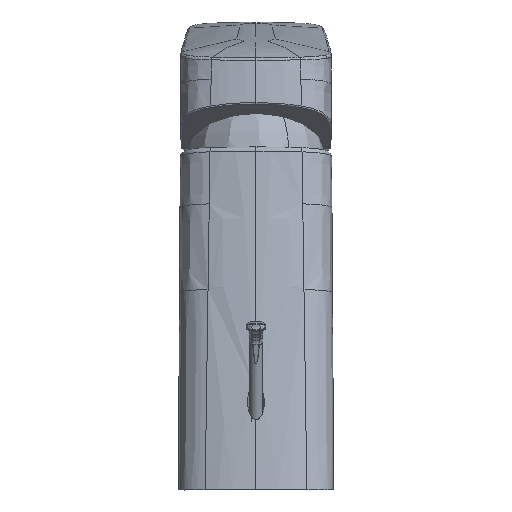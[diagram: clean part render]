
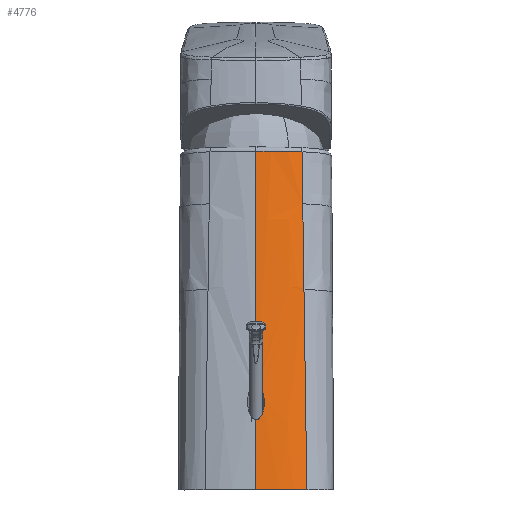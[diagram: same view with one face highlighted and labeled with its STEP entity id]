
A CAD part, left-side view. The second image highlights one B-rep face of the part: STEP entity #4776.
In plain terms, the highlighted free-form (B-spline) face has degree [5, 5] with [6, 6] control points.
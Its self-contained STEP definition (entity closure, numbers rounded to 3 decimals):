
#1561=CARTESIAN_POINT(' ',(-24.049,0.,0.));
#1566=CARTESIAN_POINT(' ',(-24.049,-2.184,0.));
#1571=CARTESIAN_POINT(' ',(-23.97,-4.421,0.));
#1576=CARTESIAN_POINT(' ',(-23.501,-9.262,0.));
#1581=CARTESIAN_POINT(' ',(-23.049,-11.846,0.));
#1586=CARTESIAN_POINT(' ',(-22.248,-14.528,0.));
#1591=CARTESIAN_POINT(' ',(-22.169,-14.78,0.));
#1596=CARTESIAN_POINT(' ',(-22.087,-15.031,0.));
#1601=B_SPLINE_CURVE_WITH_KNOTS('',3,(#1561,#1566,#1571,#1576,#1581,#1586,#1591,#1596),.UNSPECIFIED.,.F.,.U.,(4,2,2,4),(0.,0.43,0.946,1.),.UNSPECIFIED.);
#1606=CARTESIAN_POINT(' ',(-24.049,0.,0.));
#1607=VERTEX_POINT(' ',#1606);
#1611=CARTESIAN_POINT(' ',(-22.087,-15.031,0.));
#1612=VERTEX_POINT(' ',#1611);
#1616=EDGE_CURVE(' ',#1607,#1612,#1601,.T.);
#4166=CARTESIAN_POINT(' ',(-13.382,-14.182,59.239));
#4167=VERTEX_POINT(' ',#4166);
#4181=CARTESIAN_POINT(' ',(-13.382,-14.182,59.239));
#4186=DIRECTION(' ',(-0.145,-0.014,-0.989));
#4191=VECTOR(' ',#4186,1.);
#4196=LINE('',#4181,#4191);
#4201=EDGE_CURVE(' ',#4167,#1612,#4196,.T.);
#4226=CARTESIAN_POINT(' ',(-24.075,0.,-0.175));
#4231=CARTESIAN_POINT(' ',(-21.08,0.,19.898));
#4236=CARTESIAN_POINT(' ',(-18.085,0.,39.97));
#4241=CARTESIAN_POINT(' ',(-15.089,0.,60.043));
#4246=CARTESIAN_POINT(' ',(-12.094,0.,80.115));
#4251=CARTESIAN_POINT(' ',(-9.098,0.,100.188));
#4256=CARTESIAN_POINT(' ',(-24.076,-3.288,-0.175));
#4261=CARTESIAN_POINT(' ',(-21.08,-3.324,19.898));
#4266=CARTESIAN_POINT(' ',(-18.085,-3.359,39.97));
#4271=CARTESIAN_POINT(' ',(-15.09,-3.395,60.043));
#4276=CARTESIAN_POINT(' ',(-12.095,-3.431,80.116));
#4281=CARTESIAN_POINT(' ',(-9.1,-3.466,100.188));
#4286=CARTESIAN_POINT(' ',(-23.923,-6.456,-0.16));
#4291=CARTESIAN_POINT(' ',(-20.917,-6.525,19.911));
#4296=CARTESIAN_POINT(' ',(-17.91,-6.593,39.977));
#4301=CARTESIAN_POINT(' ',(-14.902,-6.662,60.04));
#4306=CARTESIAN_POINT(' ',(-11.895,-6.731,80.102));
#4311=CARTESIAN_POINT(' ',(-8.887,-6.8,100.164));
#4316=CARTESIAN_POINT(' ',(-23.576,-9.471,-0.128));
#4321=CARTESIAN_POINT(' ',(-20.55,-9.562,19.932));
#4326=CARTESIAN_POINT(' ',(-17.524,-9.653,39.984));
#4331=CARTESIAN_POINT(' ',(-14.496,-9.744,60.028));
#4336=CARTESIAN_POINT(' ',(-11.469,-9.835,80.07));
#4341=CARTESIAN_POINT(' ',(-8.441,-9.926,100.112));
#4346=CARTESIAN_POINT(' ',(-22.983,-12.325,-0.076));
#4351=CARTESIAN_POINT(' ',(-19.938,-12.419,19.962));
#4356=CARTESIAN_POINT(' ',(-16.892,-12.514,39.988));
#4361=CARTESIAN_POINT(' ',(-13.844,-12.608,60.004));
#4366=CARTESIAN_POINT(' ',(-10.796,-12.702,80.016));
#4371=CARTESIAN_POINT(' ',(-7.748,-12.797,100.028));
#4376=CARTESIAN_POINT(' ',(-22.087,-15.031,0.));
#4381=CARTESIAN_POINT(' ',(-19.032,-15.104,20.001));
#4386=CARTESIAN_POINT(' ',(-15.976,-15.177,39.988));
#4391=CARTESIAN_POINT(' ',(-12.918,-15.25,59.966));
#4396=CARTESIAN_POINT(' ',(-9.86,-15.323,79.939));
#4401=CARTESIAN_POINT(' ',(-6.802,-15.396,99.912));
#4406=B_SPLINE_SURFACE_WITH_KNOTS(' ',5,5,((#4226,#4231,#4236,#4241,#4246,#4251),(#4256,#4261,#4266,#4271,#4276,#4281),(#4286,#4291,#4296,#4301,#4306,#4311),(#4316,#4321,#4326,#4331,#4336,#4341),(#4346,#4351,#4356,#4361,#4366,#4371),(#4376,#4381,#4386,#4391,#4396,#4401)),.UNSPECIFIED.,.F.,.F.,.U.,(6,6),(6,6),(0.,1.),(0.,0.987),.UNSPECIFIED.);
#4411=CARTESIAN_POINT(' ',(-19.394,0.,31.196));
#4416=CARTESIAN_POINT(' ',(-19.394,-0.454,31.196));
#4421=CARTESIAN_POINT(' ',(-19.429,-0.863,30.935));
#4426=CARTESIAN_POINT(' ',(-19.482,-1.199,30.544));
#4431=B_SPLINE_CURVE_WITH_KNOTS('',3,(#4411,#4416,#4421,#4426),.UNSPECIFIED.,.F.,.U.,(4,4),(0.,1.),.UNSPECIFIED.);
#4436=CARTESIAN_POINT(' ',(-19.394,0.,31.196));
#4437=VERTEX_POINT(' ',#4436);
#4441=CARTESIAN_POINT(' ',(-19.482,-1.199,30.544));
#4442=VERTEX_POINT(' ',#4441);
#4446=EDGE_CURVE(' ',#4437,#4442,#4431,.T.);
#4451=ORIENTED_EDGE(' ',*,*,#4446,.T.);
#4456=CARTESIAN_POINT(' ',(-20.941,0.,20.828));
#4461=CARTESIAN_POINT(' ',(-20.941,-0.528,20.828));
#4466=CARTESIAN_POINT(' ',(-20.888,-0.968,21.153));
#4471=CARTESIAN_POINT(' ',(-20.764,-1.587,21.919));
#4476=CARTESIAN_POINT(' ',(-20.699,-1.792,22.322));
#4481=CARTESIAN_POINT(' ',(-20.542,-2.181,23.31));
#4486=CARTESIAN_POINT(' ',(-20.438,-2.333,23.973));
#4491=CARTESIAN_POINT(' ',(-20.234,-2.507,25.302));
#4496=CARTESIAN_POINT(' ',(-20.125,-2.523,26.028));
#4501=CARTESIAN_POINT(' ',(-19.932,-2.425,27.343));
#4506=CARTESIAN_POINT(' ',(-19.833,-2.317,28.029));
#4511=CARTESIAN_POINT(' ',(-19.681,-2.003,29.107));
#4516=CARTESIAN_POINT(' ',(-19.625,-1.85,29.507));
#4521=CARTESIAN_POINT(' ',(-19.539,-1.512,30.127));
#4526=CARTESIAN_POINT(' ',(-19.509,-1.365,30.351));
#4531=CARTESIAN_POINT(' ',(-19.482,-1.199,30.544));
#4536=B_SPLINE_CURVE_WITH_KNOTS('',3,(#4456,#4461,#4466,#4471,#4476,#4481,#4486,#4491,#4496,#4501,#4506,#4511,#4516,#4521,#4526,#4531),.UNSPECIFIED.,.F.,.U.,(4,2,2,2,2,2,2,4),(0.,0.144,0.264,0.437,0.636,0.809,0.929,1.),.UNSPECIFIED.);
#4541=CARTESIAN_POINT(' ',(-20.941,0.,20.828));
#4542=VERTEX_POINT(' ',#4541);
#4546=EDGE_CURVE(' ',#4542,#4442,#4536,.T.);
#4551=ORIENTED_EDGE(' ',*,*,#4546,.F.);
#4556=CARTESIAN_POINT(' ',(-20.941,0.,20.828));
#4561=DIRECTION(' ',(-0.148,0.,-0.989));
#4566=VECTOR(' ',#4561,1.);
#4571=LINE('',#4556,#4566);
#4576=EDGE_CURVE(' ',#4542,#1607,#4571,.T.);
#4581=ORIENTED_EDGE(' ',*,*,#4576,.T.);
#4586=ORIENTED_EDGE(' ',*,*,#1616,.T.);
#4591=ORIENTED_EDGE(' ',*,*,#4201,.F.);
#4596=CARTESIAN_POINT(' ',(-9.656,-13.819,84.587));
#4601=DIRECTION(' ',(-0.145,-0.014,-0.989));
#4606=VECTOR(' ',#4601,1.);
#4611=LINE('',#4596,#4606);
#4616=CARTESIAN_POINT(' ',(-9.656,-13.819,84.587));
#4617=VERTEX_POINT(' ',#4616);
#4621=EDGE_CURVE(' ',#4617,#4167,#4611,.T.);
#4626=ORIENTED_EDGE(' ',*,*,#4621,.F.);
#4631=CARTESIAN_POINT(' ',(-9.656,-13.819,84.587));
#4636=DIRECTION(' ',(0.145,0.014,0.989));
#4641=VECTOR(' ',#4636,1.);
#4646=LINE('',#4631,#4641);
#4651=CARTESIAN_POINT(' ',(-7.394,-13.599,99.974));
#4652=VERTEX_POINT(' ',#4651);
#4656=EDGE_CURVE(' ',#4617,#4652,#4646,.T.);
#4661=ORIENTED_EDGE(' ',*,*,#4656,.T.);
#4666=CARTESIAN_POINT(' ',(-7.394,-13.599,99.974));
#4671=CARTESIAN_POINT(' ',(-7.712,-12.521,100.016));
#4676=CARTESIAN_POINT(' ',(-8.028,-11.231,100.056));
#4681=CARTESIAN_POINT(' ',(-8.542,-8.429,100.119));
#4686=CARTESIAN_POINT(' ',(-8.741,-6.917,100.141));
#4691=CARTESIAN_POINT(' ',(-9.027,-3.678,100.173));
#4696=CARTESIAN_POINT(' ',(-9.086,-2.085,100.179));
#4701=CARTESIAN_POINT(' ',(-9.099,-0.378,100.18));
#4706=CARTESIAN_POINT(' ',(-9.1,-0.189,100.18));
#4711=CARTESIAN_POINT(' ',(-9.1,0.,100.18));
#4716=B_SPLINE_CURVE_WITH_KNOTS('',3,(#4666,#4671,#4676,#4681,#4686,#4691,#4696,#4701,#4706,#4711),.UNSPECIFIED.,.F.,.U.,(4,2,2,2,4),(0.,0.299,0.597,0.956,1.),.UNSPECIFIED.);
#4721=CARTESIAN_POINT(' ',(-9.1,0.,100.18));
#4722=VERTEX_POINT(' ',#4721);
#4726=EDGE_CURVE(' ',#4652,#4722,#4716,.T.);
#4731=ORIENTED_EDGE(' ',*,*,#4726,.T.);
#4736=CARTESIAN_POINT(' ',(-9.1,0.,100.18));
#4741=DIRECTION(' ',(-0.148,0.,-0.989));
#4746=VECTOR(' ',#4741,1.);
#4751=LINE('',#4736,#4746);
#4756=EDGE_CURVE(' ',#4722,#4437,#4751,.T.);
#4761=ORIENTED_EDGE(' ',*,*,#4756,.T.);
#4766=EDGE_LOOP(' ',(#4451,#4551,#4581,#4586,#4591,#4626,#4661,#4731,#4761));
#4771=FACE_OUTER_BOUND(' ',#4766,.T.);
#4776=ADVANCED_FACE('',(#4771),#4406,.T.);
